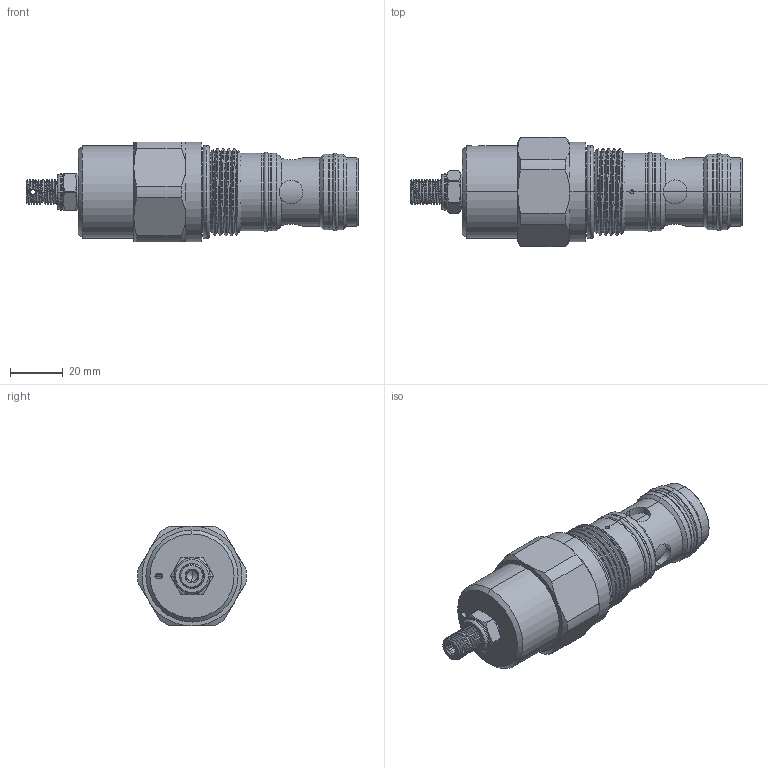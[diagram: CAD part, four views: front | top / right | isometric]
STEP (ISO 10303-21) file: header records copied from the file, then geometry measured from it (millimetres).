
FILE_DESCRIPTION (( 'STEP AP214' ), '1' );
FILE_NAME ('CB16WC33.STEP', '2016-04-13T05:49:19', ( '' ), ( '' ), 'SwSTEP 2.0', 'SolidWorks 2012', '' );
FILE_SCHEMA (( 'AUTOMOTIVE_DESIGN' ));
Length unit declared in the file: millimetre
Products named in the file (1): CB16WC33
Bounding box: 126.3 x 41.47 x 38 mm (x, y, z)
Volume: 90449.4 mm3; surface area: 19486.1 mm2
Topology: 6 solids, 6 shells, 291 faces, 719 edges, 450 vertices
Faces by surface type: cylinder 146, plane 59, cone 47, torus 26, bspline 13
Entity records: 19035 total; most frequent: CARTESIAN_POINT 12388, ORIENTED_EDGE 1434, DIRECTION 1323, EDGE_CURVE 717, AXIS2_PLACEMENT_3D 552, VERTEX_POINT 450, EDGE_LOOP 319, ADVANCED_FACE 291
